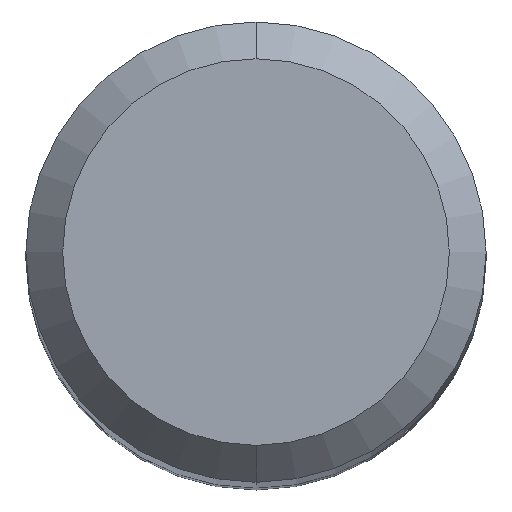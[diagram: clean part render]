
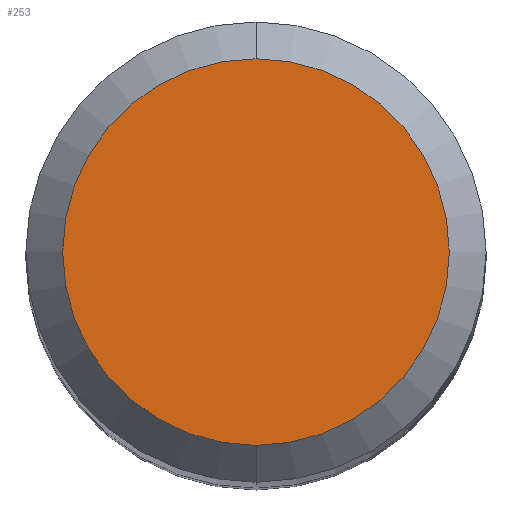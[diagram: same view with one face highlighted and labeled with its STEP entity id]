
A CAD part, top view. The second image highlights one B-rep face of the part: STEP entity #253.
In plain terms, the highlighted planar face has unit normal (0, 0, 1).
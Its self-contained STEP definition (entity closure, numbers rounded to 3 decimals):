
#165=VERTEX_POINT('',#441);
#253=ADVANCED_FACE('',(#538),#539,.T.);
#279=VERTEX_POINT('',#567);
#299=EDGE_CURVE('',#279,#165,#588,.T.);
#303=EDGE_CURVE('',#165,#279,#592,.T.);
#441=CARTESIAN_POINT('',(0.0,2.1,0.0));
#538=FACE_OUTER_BOUND('',#952,.T.);
#539=PLANE('',#953);
#567=CARTESIAN_POINT('',(0.,-2.1,0.0));
#588=CIRCLE('',#1022,2.1);
#592=CIRCLE('',#1033,2.1);
#952=EDGE_LOOP('',(#1432,#1433));
#953=AXIS2_PLACEMENT_3D('',#1434,#1435,#1436);
#1022=AXIS2_PLACEMENT_3D('',#1484,#1485,#1486);
#1033=AXIS2_PLACEMENT_3D('',#1487,#1488,#1489);
#1432=ORIENTED_EDGE('',*,*,#303,.F.);
#1433=ORIENTED_EDGE('',*,*,#299,.F.);
#1434=CARTESIAN_POINT('',(0.0,1.05,0.0));
#1435=DIRECTION('',(-0.0,0.0,1.0));
#1436=DIRECTION('',(0.0,-1.0,0.0));
#1484=CARTESIAN_POINT('',(0.0,0.0,0.0));
#1485=DIRECTION('',(0.0,0.0,-1.0));
#1486=DIRECTION('',(0.0,1.0,0.0));
#1487=CARTESIAN_POINT('',(0.0,0.0,0.0));
#1488=DIRECTION('',(0.0,0.0,-1.0));
#1489=DIRECTION('',(0.0,1.0,0.0));
